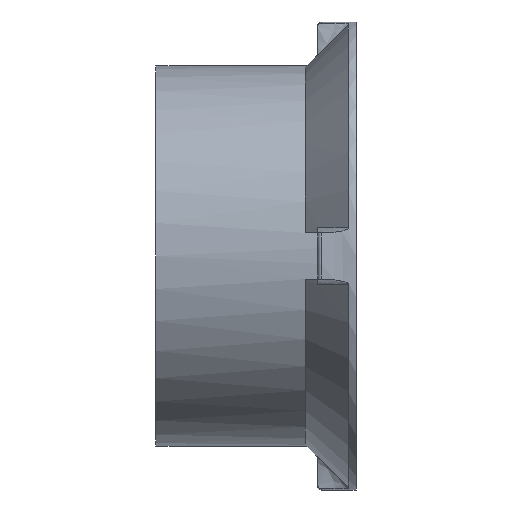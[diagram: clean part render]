
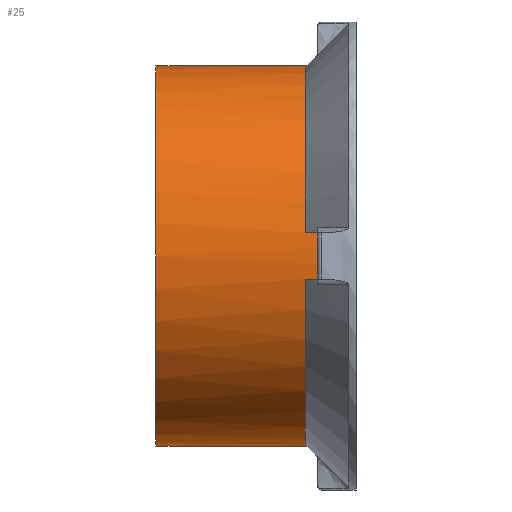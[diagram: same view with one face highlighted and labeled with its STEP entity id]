
A CAD part, left-side view. The second image highlights one B-rep face of the part: STEP entity #25.
In plain terms, the highlighted cylindrical face has radius 24.7 mm (diameter 49.4 mm), a partial arc.
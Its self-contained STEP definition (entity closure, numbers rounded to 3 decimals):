
#20 = ORIENTED_EDGE ( 'NONE', *, *, #778, .T. ) ;
#25 = ADVANCED_FACE ( 'NONE', ( #3318 ), #353, .T. ) ;
#73 = CARTESIAN_POINT ( 'NONE',  ( 0., 25., 0. ) ) ;
#86 = DIRECTION ( 'NONE',  ( 0., -1., 0. ) ) ;
#97 = EDGE_CURVE ( 'NONE', #2017, #977, #3343, .T. ) ;
#127 = LINE ( 'NONE', #2259, #657 ) ;
#130 = DIRECTION ( 'NONE',  ( 0., 1., 0. ) ) ;
#144 = AXIS2_PLACEMENT_3D ( 'NONE', #944, #2612, #2295 ) ;
#192 = EDGE_CURVE ( 'NONE', #1618, #2837, #3173, .T. ) ;
#222 = LINE ( 'NONE', #3425, #605 ) ;
#263 = CARTESIAN_POINT ( 'NONE',  ( -24.517, 4., -3. ) ) ;
#267 = CIRCLE ( 'NONE', #1614, 24.7 ) ;
#273 = VERTEX_POINT ( 'NONE', #1133 ) ;
#325 = CIRCLE ( 'NONE', #493, 24.7 ) ;
#353 = CYLINDRICAL_SURFACE ( 'NONE', #1376, 24.7 ) ;
#415 = ORIENTED_EDGE ( 'NONE', *, *, #3012, .F. ) ;
#429 = ORIENTED_EDGE ( 'NONE', *, *, #1959, .T. ) ;
#440 = AXIS2_PLACEMENT_3D ( 'NONE', #913, #130, #2493 ) ;
#493 = AXIS2_PLACEMENT_3D ( 'NONE', #2189, #2468, #616 ) ;
#522 = CARTESIAN_POINT ( 'NONE',  ( 0., 25., -24.7 ) ) ;
#536 = VERTEX_POINT ( 'NONE', #1554 ) ;
#582 = CARTESIAN_POINT ( 'NONE',  ( -3., 4., 24.517 ) ) ;
#583 = VERTEX_POINT ( 'NONE', #3438 ) ;
#605 = VECTOR ( 'NONE', #3142, 1000. ) ;
#616 = DIRECTION ( 'NONE',  ( -1., 0., 0. ) ) ;
#622 = ORIENTED_EDGE ( 'NONE', *, *, #1950, .T. ) ;
#657 = VECTOR ( 'NONE', #930, 1000. ) ;
#684 = DIRECTION ( 'NONE',  ( 0., -1., 0. ) ) ;
#692 = EDGE_CURVE ( 'NONE', #2020, #536, #2050, .T. ) ;
#732 = LINE ( 'NONE', #2915, #1503 ) ;
#769 = CARTESIAN_POINT ( 'NONE',  ( -24.517, 6., 3. ) ) ;
#778 = EDGE_CURVE ( 'NONE', #273, #977, #127, .T. ) ;
#913 = CARTESIAN_POINT ( 'NONE',  ( 0., 25., 0. ) ) ;
#930 = DIRECTION ( 'NONE',  ( 0., -1., 0. ) ) ;
#944 = CARTESIAN_POINT ( 'NONE',  ( 0., 4., 0. ) ) ;
#977 = VERTEX_POINT ( 'NONE', #263 ) ;
#983 = VERTEX_POINT ( 'NONE', #582 ) ;
#985 = ORIENTED_EDGE ( 'NONE', *, *, #2197, .F. ) ;
#994 = DIRECTION ( 'NONE',  ( 0., 0., -1. ) ) ;
#1000 = VECTOR ( 'NONE', #684, 1000. ) ;
#1005 = CARTESIAN_POINT ( 'NONE',  ( 0., 25., -24.7 ) ) ;
#1040 = AXIS2_PLACEMENT_3D ( 'NONE', #3153, #2018, #3084 ) ;
#1081 = ORIENTED_EDGE ( 'NONE', *, *, #692, .T. ) ;
#1133 = CARTESIAN_POINT ( 'NONE',  ( -24.517, 5.6, -3. ) ) ;
#1296 = CARTESIAN_POINT ( 'NONE',  ( 0., 25., 24.7 ) ) ;
#1376 = AXIS2_PLACEMENT_3D ( 'NONE', #73, #86, #3335 ) ;
#1474 = LINE ( 'NONE', #2541, #1000 ) ;
#1496 = ORIENTED_EDGE ( 'NONE', *, *, #1615, .F. ) ;
#1503 = VECTOR ( 'NONE', #2373, 1000. ) ;
#1554 = CARTESIAN_POINT ( 'NONE',  ( -3., 5.6, 24.517 ) ) ;
#1563 = LINE ( 'NONE', #769, #1828 ) ;
#1614 = AXIS2_PLACEMENT_3D ( 'NONE', #2342, #1802, #994 ) ;
#1615 = EDGE_CURVE ( 'NONE', #2020, #2017, #1563, .T. ) ;
#1618 = VERTEX_POINT ( 'NONE', #3163 ) ;
#1773 = EDGE_CURVE ( 'NONE', #983, #2367, #325, .T. ) ;
#1802 = DIRECTION ( 'NONE',  ( 0., 1., 0. ) ) ;
#1817 = DIRECTION ( 'NONE',  ( -1., 0., 0. ) ) ;
#1828 = VECTOR ( 'NONE', #2082, 1000. ) ;
#1846 = ORIENTED_EDGE ( 'NONE', *, *, #2019, .F. ) ;
#1950 = EDGE_CURVE ( 'NONE', #536, #983, #222, .T. ) ;
#1959 = EDGE_CURVE ( 'NONE', #583, #273, #267, .T. ) ;
#1982 = DIRECTION ( 'NONE',  ( 0., -1., 0. ) ) ;
#2017 = VERTEX_POINT ( 'NONE', #2359 ) ;
#2018 = DIRECTION ( 'NONE',  ( 0., 1., 0. ) ) ;
#2019 = EDGE_CURVE ( 'NONE', #583, #1618, #732, .T. ) ;
#2020 = VERTEX_POINT ( 'NONE', #2609 ) ;
#2050 = CIRCLE ( 'NONE', #1040, 24.7 ) ;
#2082 = DIRECTION ( 'NONE',  ( 0., -1., 0. ) ) ;
#2189 = CARTESIAN_POINT ( 'NONE',  ( 0., 4., 0. ) ) ;
#2197 = EDGE_CURVE ( 'NONE', #3224, #2692, #3134, .T. ) ;
#2246 = LINE ( 'NONE', #1005, #2910 ) ;
#2259 = CARTESIAN_POINT ( 'NONE',  ( -24.517, 6., -3. ) ) ;
#2295 = DIRECTION ( 'NONE',  ( 0., 0., 1. ) ) ;
#2319 = EDGE_CURVE ( 'NONE', #3224, #2837, #2246, .T. ) ;
#2342 = CARTESIAN_POINT ( 'NONE',  ( 0., 5.6, 0. ) ) ;
#2359 = CARTESIAN_POINT ( 'NONE',  ( -24.517, 4., 3. ) ) ;
#2367 = VERTEX_POINT ( 'NONE', #2368 ) ;
#2368 = CARTESIAN_POINT ( 'NONE',  ( 0., 4., 24.7 ) ) ;
#2373 = DIRECTION ( 'NONE',  ( 0., -1., 0. ) ) ;
#2468 = DIRECTION ( 'NONE',  ( 0., 1., 0. ) ) ;
#2491 = AXIS2_PLACEMENT_3D ( 'NONE', #2970, #2648, #1817 ) ;
#2493 = DIRECTION ( 'NONE',  ( 0., 0., 1. ) ) ;
#2536 = ORIENTED_EDGE ( 'NONE', *, *, #97, .F. ) ;
#2541 = CARTESIAN_POINT ( 'NONE',  ( 0., 25., 24.7 ) ) ;
#2609 = CARTESIAN_POINT ( 'NONE',  ( -24.517, 5.6, 3. ) ) ;
#2612 = DIRECTION ( 'NONE',  ( 0., -1., 0. ) ) ;
#2648 = DIRECTION ( 'NONE',  ( 0., -1., 0. ) ) ;
#2692 = VERTEX_POINT ( 'NONE', #1296 ) ;
#2837 = VERTEX_POINT ( 'NONE', #3282 ) ;
#2910 = VECTOR ( 'NONE', #1982, 1000. ) ;
#2915 = CARTESIAN_POINT ( 'NONE',  ( -3., 6., -24.517 ) ) ;
#2937 = ORIENTED_EDGE ( 'NONE', *, *, #192, .F. ) ;
#2970 = CARTESIAN_POINT ( 'NONE',  ( 0., 4., 0. ) ) ;
#3012 = EDGE_CURVE ( 'NONE', #2692, #2367, #1474, .T. ) ;
#3036 = EDGE_LOOP ( 'NONE', ( #415, #985, #3480, #2937, #1846, #429, #20, #2536, #1496, #1081, #622, #3051 ) ) ;
#3051 = ORIENTED_EDGE ( 'NONE', *, *, #1773, .T. ) ;
#3084 = DIRECTION ( 'NONE',  ( 0., 0., -1. ) ) ;
#3134 = CIRCLE ( 'NONE', #440, 24.7 ) ;
#3142 = DIRECTION ( 'NONE',  ( 0., -1., 0. ) ) ;
#3153 = CARTESIAN_POINT ( 'NONE',  ( 0., 5.6, 0. ) ) ;
#3163 = CARTESIAN_POINT ( 'NONE',  ( -3., 4., -24.517 ) ) ;
#3173 = CIRCLE ( 'NONE', #2491, 24.7 ) ;
#3224 = VERTEX_POINT ( 'NONE', #522 ) ;
#3282 = CARTESIAN_POINT ( 'NONE',  ( 0., 4., -24.7 ) ) ;
#3318 = FACE_OUTER_BOUND ( 'NONE', #3036, .T. ) ;
#3335 = DIRECTION ( 'NONE',  ( 0., 0., -1. ) ) ;
#3343 = CIRCLE ( 'NONE', #144, 24.7 ) ;
#3425 = CARTESIAN_POINT ( 'NONE',  ( -3., 6., 24.517 ) ) ;
#3438 = CARTESIAN_POINT ( 'NONE',  ( -3., 5.6, -24.517 ) ) ;
#3480 = ORIENTED_EDGE ( 'NONE', *, *, #2319, .T. ) ;
